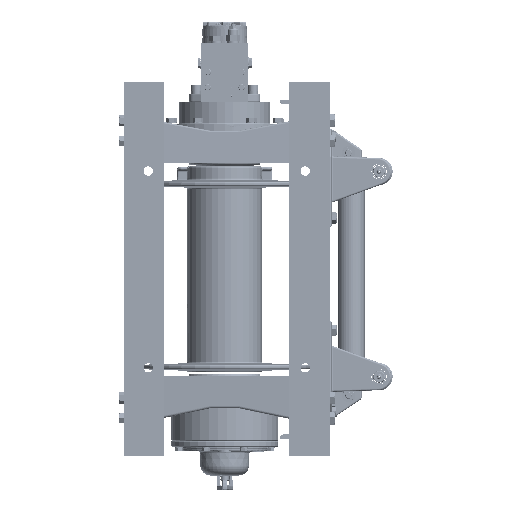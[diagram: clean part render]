
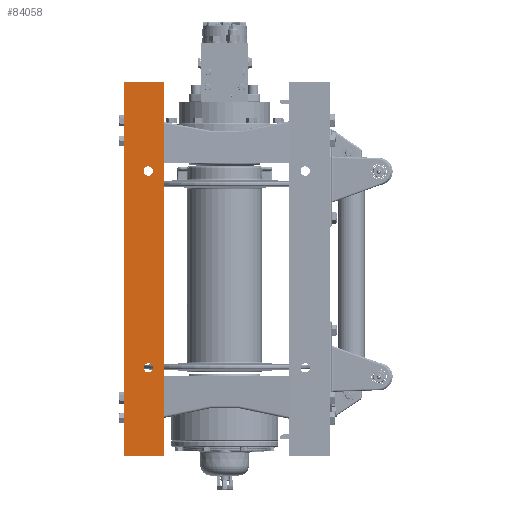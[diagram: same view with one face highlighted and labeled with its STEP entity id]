
A CAD part, front view. The second image highlights one B-rep face of the part: STEP entity #84058.
In plain terms, the highlighted planar face has unit normal (0, -1, 0).
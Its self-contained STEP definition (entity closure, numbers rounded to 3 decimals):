
#83285=DIRECTION('',(0.,0.,1.));
#83286=VECTOR('',#83285,27.563);
#83287=CARTESIAN_POINT('',(-7.438,-6.563,-24.));
#83288=LINE('',#83287,#83286);
#83461=CARTESIAN_POINT('',(-5.625,-6.563,-2.968));
#83462=DIRECTION('',(0.,1.,0.));
#83463=DIRECTION('',(0.,0.,-1.));
#83464=AXIS2_PLACEMENT_3D('',#83461,#83462,#83463);
#83466=CARTESIAN_POINT('',(-5.625,-6.563,-2.968));
#83467=DIRECTION('',(0.,1.,0.));
#83468=DIRECTION('',(0.,0.,1.));
#83469=AXIS2_PLACEMENT_3D('',#83466,#83467,#83468);
#83471=CARTESIAN_POINT('',(-5.625,-6.563,-17.468));
#83472=DIRECTION('',(0.,1.,0.));
#83473=DIRECTION('',(0.,0.,-1.));
#83474=AXIS2_PLACEMENT_3D('',#83471,#83472,#83473);
#83476=CARTESIAN_POINT('',(-5.625,-6.563,-17.468));
#83477=DIRECTION('',(0.,1.,0.));
#83478=DIRECTION('',(0.,0.,1.));
#83479=AXIS2_PLACEMENT_3D('',#83476,#83477,#83478);
#83481=DIRECTION('',(0.,0.,-1.));
#83482=VECTOR('',#83481,27.563);
#83483=CARTESIAN_POINT('',(-4.438,-6.563,3.564));
#83484=LINE('',#83483,#83482);
#83494=DIRECTION('',(1.,0.,0.));
#83495=VECTOR('',#83494,3.);
#83496=CARTESIAN_POINT('',(-7.438,-6.563,3.564));
#83497=LINE('',#83496,#83495);
#83707=DIRECTION('',(-1.,0.,0.));
#83708=VECTOR('',#83707,3.);
#83709=CARTESIAN_POINT('',(-4.438,-6.563,-24.));
#83710=LINE('',#83709,#83708);
#83819=CARTESIAN_POINT('',(-7.438,-6.563,-24.));
#83820=CARTESIAN_POINT('',(-7.438,-6.563,3.564));
#83821=VERTEX_POINT('',#83819);
#83822=VERTEX_POINT('',#83820);
#83828=CARTESIAN_POINT('',(-4.438,-6.563,-24.));
#83830=VERTEX_POINT('',#83828);
#83843=CARTESIAN_POINT('',(-4.438,-6.563,3.564));
#83844=VERTEX_POINT('',#83843);
#83871=CARTESIAN_POINT('',(-5.625,-6.563,-3.311));
#83872=CARTESIAN_POINT('',(-5.625,-6.563,-2.624));
#83873=VERTEX_POINT('',#83871);
#83874=VERTEX_POINT('',#83872);
#83883=CARTESIAN_POINT('',(-5.625,-6.563,-17.811));
#83884=CARTESIAN_POINT('',(-5.625,-6.563,-17.124));
#83885=VERTEX_POINT('',#83883);
#83886=VERTEX_POINT('',#83884);
#84032=CARTESIAN_POINT('',(-7.438,-6.563,3.564));
#84033=DIRECTION('',(0.,1.,0.));
#84034=DIRECTION('',(0.,0.,1.));
#84035=AXIS2_PLACEMENT_3D('',#84032,#84033,#84034);
#84036=PLANE('',#84035);
#84038=ORIENTED_EDGE('',*,*,#84037,.T.);
#84040=ORIENTED_EDGE('',*,*,#84039,.T.);
#84041=ORIENTED_EDGE('',*,*,#83956,.T.);
#84043=ORIENTED_EDGE('',*,*,#84042,.T.);
#84044=EDGE_LOOP('',(#84038,#84040,#84041,#84043));
#84045=FACE_OUTER_BOUND('',#84044,.F.);
#84047=ORIENTED_EDGE('',*,*,#84046,.F.);
#84049=ORIENTED_EDGE('',*,*,#84048,.F.);
#84050=EDGE_LOOP('',(#84047,#84049));
#84051=FACE_BOUND('',#84050,.F.);
#84053=ORIENTED_EDGE('',*,*,#84052,.F.);
#84055=ORIENTED_EDGE('',*,*,#84054,.F.);
#84056=EDGE_LOOP('',(#84053,#84055));
#84057=FACE_BOUND('',#84056,.F.);
#83465=CIRCLE('',#83464,0.344);
#83470=CIRCLE('',#83469,0.344);
#83475=CIRCLE('',#83474,0.344);
#83480=CIRCLE('',#83479,0.344);
#83956=EDGE_CURVE('',#83821,#83822,#83288,.T.);
#84037=EDGE_CURVE('',#83844,#83830,#83484,.T.);
#84039=EDGE_CURVE('',#83830,#83821,#83710,.T.);
#84042=EDGE_CURVE('',#83822,#83844,#83497,.T.);
#84046=EDGE_CURVE('',#83873,#83874,#83465,.T.);
#84048=EDGE_CURVE('',#83874,#83873,#83470,.T.);
#84052=EDGE_CURVE('',#83885,#83886,#83475,.T.);
#84054=EDGE_CURVE('',#83886,#83885,#83480,.T.);
#84058=ADVANCED_FACE('',(#84045,#84051,#84057),#84036,.F.);
